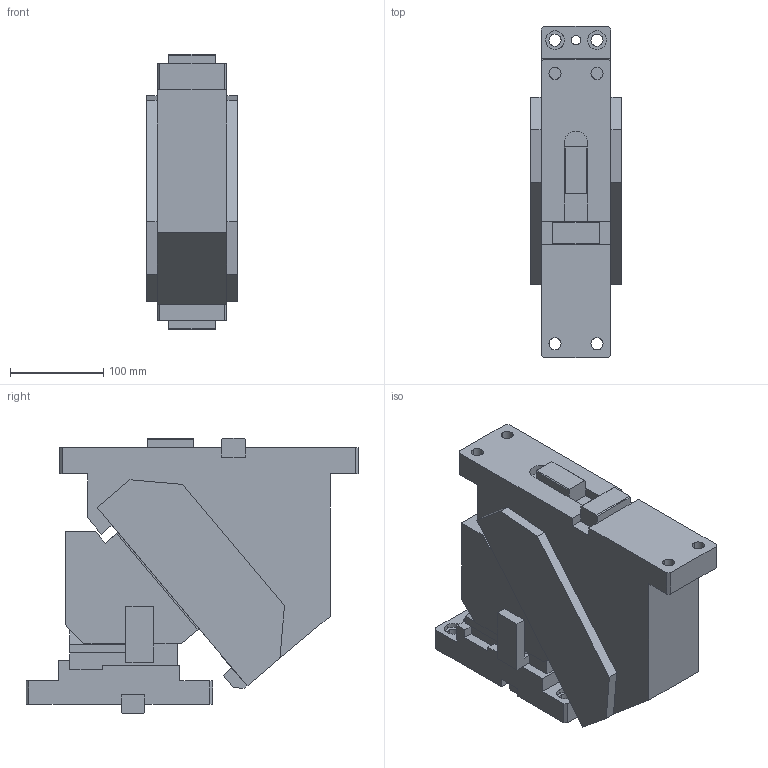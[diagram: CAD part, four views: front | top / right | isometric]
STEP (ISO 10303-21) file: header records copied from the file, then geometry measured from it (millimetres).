
FILE_DESCRIPTION(('CATIA V5 STEP Exchange'),'2;1');
FILE_NAME('CACN_F_75_00.stp','2015-04-24T09:56:50+00:00',('none'),('none'),'CATIA Version 5 Release 19 SP 2 (IN-10)','CATIA V5 STEP AP203','none');
FILE_SCHEMA(('CONFIG_CONTROL_DESIGN'));
Length unit declared in the file: millimetre
Products named in the file (1): CACN_F_75_00
Bounding box: 97 x 356 x 295 mm (x, y, z)
Volume: 5356529.3 mm3; surface area: 410148.7 mm2
Topology: 3 solids, 3 shells, 214 faces, 579 edges, 377 vertices
Faces by surface type: plane 171, cylinder 41, cone 2
Entity records: 6898 total; most frequent: CARTESIAN_POINT 1608, ORIENTED_EDGE 1154, DIRECTION 925, EDGE_CURVE 577, VECTOR 489, LINE 489, VERTEX_POINT 377, AXIS2_PLACEMENT_3D 250
